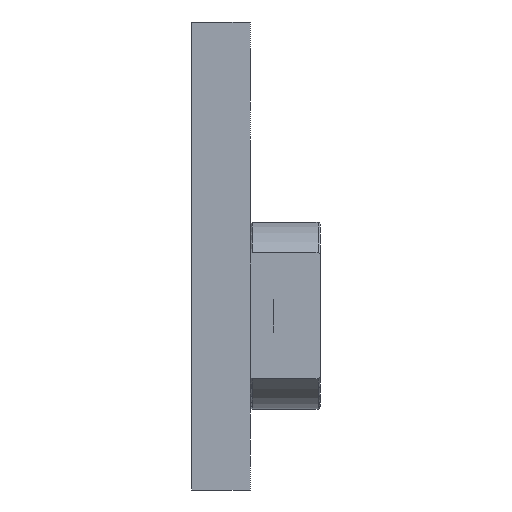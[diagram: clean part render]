
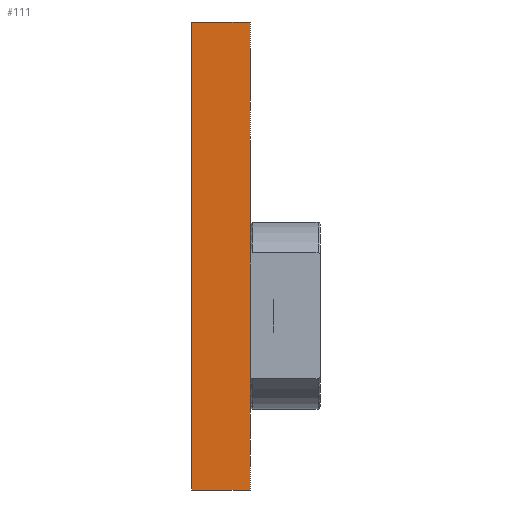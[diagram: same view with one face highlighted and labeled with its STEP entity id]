
A CAD part, left-side view. The second image highlights one B-rep face of the part: STEP entity #111.
In plain terms, the highlighted planar face has unit normal (-1, 0, 0).
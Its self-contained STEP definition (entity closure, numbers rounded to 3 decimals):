
#111=ADVANCED_FACE('',(#315),#316,.T.);
#315=FACE_OUTER_BOUND('',#624,.T.);
#316=PLANE('',#625);
#624=EDGE_LOOP('',(#1159,#1160,#1161,#1162));
#625=AXIS2_PLACEMENT_3D('',#1163,#1164,#1165);
#1159=ORIENTED_EDGE('',*,*,#2034,.T.);
#1160=ORIENTED_EDGE('',*,*,#2073,.F.);
#1161=ORIENTED_EDGE('',*,*,#2056,.F.);
#1162=ORIENTED_EDGE('',*,*,#2072,.T.);
#1163=CARTESIAN_POINT('',(-128.4,0.0,20.));
#1164=DIRECTION('',(-1.0,0.0,0.0));
#1165=DIRECTION('',(0.0,0.0,1.0));
#2034=EDGE_CURVE('',#2461,#2459,#2462,.T.);
#2056=EDGE_CURVE('',#2494,#2489,#2496,.T.);
#2072=EDGE_CURVE('',#2494,#2461,#2512,.T.);
#2073=EDGE_CURVE('',#2489,#2459,#2513,.T.);
#2459=VERTEX_POINT('',#3096);
#2461=VERTEX_POINT('',#3099);
#2462=LINE('',#3100,#3101);
#2489=VERTEX_POINT('',#3133);
#2494=VERTEX_POINT('',#3140);
#2496=LINE('',#3143,#3144);
#2512=LINE('',#3170,#3171);
#2513=LINE('',#3172,#3173);
#3096=CARTESIAN_POINT('',(-128.4,2.5,0.));
#3099=CARTESIAN_POINT('',(-128.4,2.5,20.));
#3100=CARTESIAN_POINT('',(-128.4,2.5,20.));
#3101=VECTOR('',#4622,20.0);
#3133=CARTESIAN_POINT('',(-128.4,0.0,0.));
#3140=CARTESIAN_POINT('',(-128.4,0.0,20.));
#3143=CARTESIAN_POINT('',(-128.4,0.0,20.));
#3144=VECTOR('',#4670,20.0);
#3170=CARTESIAN_POINT('',(-128.4,0.0,20.));
#3171=VECTOR('',#4696,2.5);
#3172=CARTESIAN_POINT('',(-128.4,0.0,0.));
#3173=VECTOR('',#4697,2.5);
#4622=DIRECTION('',(0.0,0.0,-1.0));
#4670=DIRECTION('',(0.0,0.0,-1.0));
#4696=DIRECTION('',(0.0,1.0,0.0));
#4697=DIRECTION('',(0.0,1.0,0.0));
